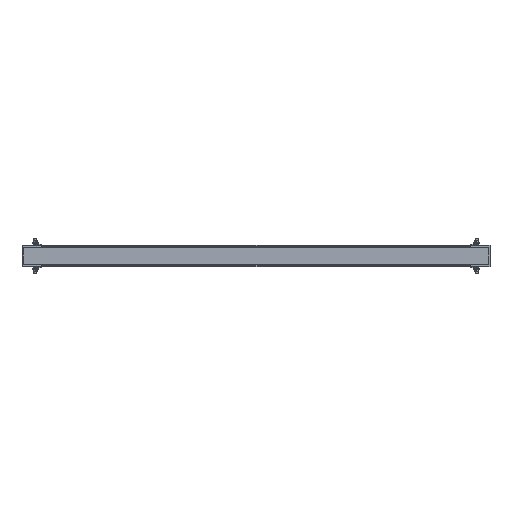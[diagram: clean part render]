
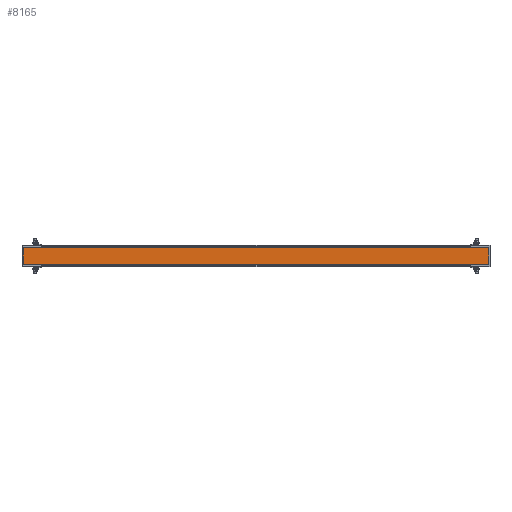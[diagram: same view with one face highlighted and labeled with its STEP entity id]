
A CAD part, front view. The second image highlights one B-rep face of the part: STEP entity #8165.
In plain terms, the highlighted planar face has unit normal (0, -1, 0).
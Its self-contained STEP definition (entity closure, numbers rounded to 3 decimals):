
#308 = EDGE_CURVE ( 'NONE', #2694, #7552, #6980, .T. ) ;
#639 = DIRECTION ( 'NONE',  ( -1., 0., 0. ) ) ;
#740 = AXIS2_PLACEMENT_3D ( 'NONE', #6499, #990, #10872 ) ;
#990 = DIRECTION ( 'NONE',  ( 0., 1., 0. ) ) ;
#1040 = DIRECTION ( 'NONE',  ( 0., 0., -1. ) ) ;
#1347 = VERTEX_POINT ( 'NONE', #16510 ) ;
#2694 = VERTEX_POINT ( 'NONE', #20996 ) ;
#2849 = CARTESIAN_POINT ( 'NONE',  ( -398., -887., 14. ) ) ;
#2952 = CARTESIAN_POINT ( 'NONE',  ( -398., -887., -14. ) ) ;
#3337 = EDGE_CURVE ( 'NONE', #14273, #7552, #19829, .T. ) ;
#5717 = ORIENTED_EDGE ( 'NONE', *, *, #3337, .T. ) ;
#5740 = EDGE_LOOP ( 'NONE', ( #13654, #24284, #18237, #5717 ) ) ;
#6499 = CARTESIAN_POINT ( 'NONE',  ( 400.002, -887., -14. ) ) ;
#6980 = LINE ( 'NONE', #21349, #11978 ) ;
#7417 = LINE ( 'NONE', #22199, #9386 ) ;
#7552 = VERTEX_POINT ( 'NONE', #11317 ) ;
#8165 = ADVANCED_FACE ( 'NONE', ( #18972 ), #8583, .F. ) ;
#8583 = PLANE ( 'NONE',  #740 ) ;
#9386 = VECTOR ( 'NONE', #20011, 1000. ) ;
#10872 = DIRECTION ( 'NONE',  ( 0., 0., 1. ) ) ;
#11317 = CARTESIAN_POINT ( 'NONE',  ( -398., -887., -14. ) ) ;
#11347 = DIRECTION ( 'NONE',  ( 0., 0., 1. ) ) ;
#11978 = VECTOR ( 'NONE', #639, 1000. ) ;
#13654 = ORIENTED_EDGE ( 'NONE', *, *, #308, .F. ) ;
#14037 = EDGE_CURVE ( 'NONE', #1347, #14273, #7417, .T. ) ;
#14273 = VERTEX_POINT ( 'NONE', #2849 ) ;
#16510 = CARTESIAN_POINT ( 'NONE',  ( 398., -887., 14. ) ) ;
#17680 = CARTESIAN_POINT ( 'NONE',  ( 398., -887., -14. ) ) ;
#17854 = VECTOR ( 'NONE', #1040, 1000. ) ;
#18123 = EDGE_CURVE ( 'NONE', #2694, #1347, #19590, .T. ) ;
#18237 = ORIENTED_EDGE ( 'NONE', *, *, #14037, .T. ) ;
#18529 = VECTOR ( 'NONE', #11347, 1000. ) ;
#18972 = FACE_OUTER_BOUND ( 'NONE', #5740, .T. ) ;
#19590 = LINE ( 'NONE', #17680, #18529 ) ;
#19829 = LINE ( 'NONE', #2952, #17854 ) ;
#20011 = DIRECTION ( 'NONE',  ( -1., 0., 0. ) ) ;
#20996 = CARTESIAN_POINT ( 'NONE',  ( 398., -887., -14. ) ) ;
#21349 = CARTESIAN_POINT ( 'NONE',  ( 400.002, -887., -14. ) ) ;
#22199 = CARTESIAN_POINT ( 'NONE',  ( 400.002, -887., 14. ) ) ;
#24284 = ORIENTED_EDGE ( 'NONE', *, *, #18123, .T. ) ;
